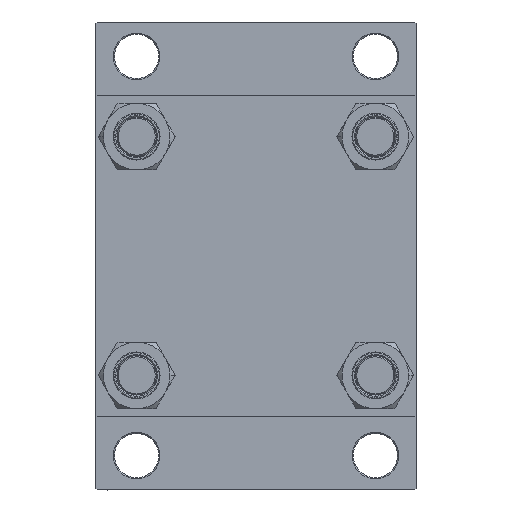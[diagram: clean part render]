
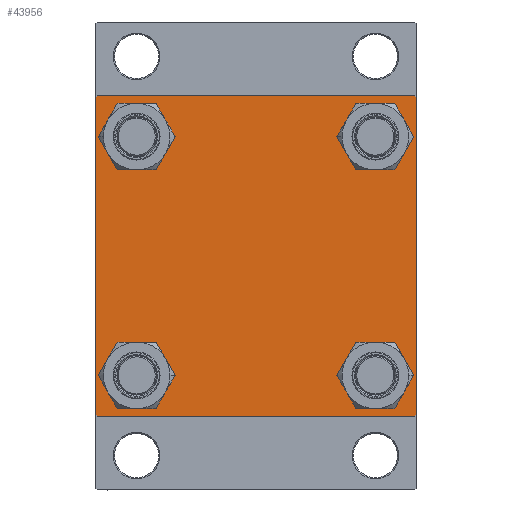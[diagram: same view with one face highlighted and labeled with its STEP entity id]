
A CAD part, left-side view. The second image highlights one B-rep face of the part: STEP entity #43956.
In plain terms, the highlighted planar face has unit normal (-1, 0, 0).
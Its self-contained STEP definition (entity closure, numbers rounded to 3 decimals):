
#187 = CARTESIAN_POINT ( 'NONE',  ( 0., 65., 64.5 ) ) ;
#732 = VERTEX_POINT ( 'NONE', #20213 ) ;
#882 = EDGE_CURVE ( 'NONE', #12454, #12860, #47888, .T. ) ;
#1368 = VECTOR ( 'NONE', #23476, 1000. ) ;
#2127 = ORIENTED_EDGE ( 'NONE', *, *, #9451, .T. ) ;
#3145 = VERTEX_POINT ( 'NONE', #12059 ) ;
#3677 = ORIENTED_EDGE ( 'NONE', *, *, #27282, .T. ) ;
#3820 = ORIENTED_EDGE ( 'NONE', *, *, #25358, .T. ) ;
#3853 = DIRECTION ( 'NONE',  ( 0., -1., 0. ) ) ;
#4082 = ORIENTED_EDGE ( 'NONE', *, *, #26047, .F. ) ;
#4404 = DIRECTION ( 'NONE',  ( 0., 0.707, -0.707 ) ) ;
#4528 = FACE_BOUND ( 'NONE', #46582, .T. ) ;
#5055 = CARTESIAN_POINT ( 'NONE',  ( 0., 65., -64.5 ) ) ;
#5772 = CARTESIAN_POINT ( 'NONE',  ( 0., 48.45, 39.95 ) ) ;
#6298 = ORIENTED_EDGE ( 'NONE', *, *, #43460, .T. ) ;
#6455 = EDGE_CURVE ( 'NONE', #16105, #23196, #42754, .T. ) ;
#6930 = EDGE_CURVE ( 'NONE', #46708, #47713, #26466, .T. ) ;
#8221 = ORIENTED_EDGE ( 'NONE', *, *, #21649, .T. ) ;
#8434 = VECTOR ( 'NONE', #46360, 1000. ) ;
#9384 = AXIS2_PLACEMENT_3D ( 'NONE', #23329, #16739, #19661 ) ;
#9451 = EDGE_CURVE ( 'NONE', #47713, #46708, #46141, .T. ) ;
#9638 = VERTEX_POINT ( 'NONE', #26242 ) ;
#9941 = ORIENTED_EDGE ( 'NONE', *, *, #6930, .T. ) ;
#10162 = DIRECTION ( 'NONE',  ( 1., 0., 0. ) ) ;
#10916 = CARTESIAN_POINT ( 'NONE',  ( 0., 65., 65. ) ) ;
#11133 = LINE ( 'NONE', #26956, #17819 ) ;
#11293 = EDGE_CURVE ( 'NONE', #23196, #16105, #15841, .T. ) ;
#11425 = ORIENTED_EDGE ( 'NONE', *, *, #22988, .T. ) ;
#11585 = CARTESIAN_POINT ( 'NONE',  ( 0., 0., 0. ) ) ;
#11791 = DIRECTION ( 'NONE',  ( 0., 0., 1. ) ) ;
#11800 = CARTESIAN_POINT ( 'NONE',  ( 0., 64.75, -64.75 ) ) ;
#12059 = CARTESIAN_POINT ( 'NONE',  ( 0., 48.45, -39.95 ) ) ;
#12454 = VERTEX_POINT ( 'NONE', #47968 ) ;
#12860 = VERTEX_POINT ( 'NONE', #21918 ) ;
#13100 = ORIENTED_EDGE ( 'NONE', *, *, #26919, .T. ) ;
#13498 = DIRECTION ( 'NONE',  ( 0., 0., 1. ) ) ;
#13774 = CARTESIAN_POINT ( 'NONE',  ( 0., -48.45, 39.95 ) ) ;
#14914 = CARTESIAN_POINT ( 'NONE',  ( 0., -65., -64.5 ) ) ;
#15303 = DIRECTION ( 'NONE',  ( 1., 0., 0. ) ) ;
#15725 = FACE_OUTER_BOUND ( 'NONE', #19379, .T. ) ;
#15789 = ORIENTED_EDGE ( 'NONE', *, *, #6455, .T. ) ;
#15841 = CIRCLE ( 'NONE', #17410, 8.5 ) ;
#16105 = VERTEX_POINT ( 'NONE', #18079 ) ;
#16739 = DIRECTION ( 'NONE',  ( 1., 0., 0. ) ) ;
#17198 = VECTOR ( 'NONE', #4404, 1000. ) ;
#17403 = EDGE_CURVE ( 'NONE', #9638, #34479, #32331, .T. ) ;
#17410 = AXIS2_PLACEMENT_3D ( 'NONE', #26135, #48022, #29780 ) ;
#17819 = VECTOR ( 'NONE', #40807, 1000. ) ;
#17856 = EDGE_CURVE ( 'NONE', #42264, #43278, #46238, .T. ) ;
#18079 = CARTESIAN_POINT ( 'NONE',  ( 0., -48.45, -39.95 ) ) ;
#18274 = VECTOR ( 'NONE', #35750, 1000. ) ;
#18572 = DIRECTION ( 'NONE',  ( 0., 0., 1. ) ) ;
#19379 = EDGE_LOOP ( 'NONE', ( #11425, #3677, #13100, #28945, #4082, #3820, #42106, #40844 ) ) ;
#19661 = DIRECTION ( 'NONE',  ( 0., 0., 1. ) ) ;
#19688 = EDGE_CURVE ( 'NONE', #43278, #42264, #33857, .T. ) ;
#20115 = AXIS2_PLACEMENT_3D ( 'NONE', #20571, #35405, #13498 ) ;
#20213 = CARTESIAN_POINT ( 'NONE',  ( 0., -65., 64.5 ) ) ;
#20571 = CARTESIAN_POINT ( 'NONE',  ( 0., 48.45, -48.45 ) ) ;
#21125 = DIRECTION ( 'NONE',  ( 0., 0., 1. ) ) ;
#21257 = EDGE_LOOP ( 'NONE', ( #28454, #22126 ) ) ;
#21402 = CARTESIAN_POINT ( 'NONE',  ( 0., -48.45, 56.95 ) ) ;
#21649 = EDGE_CURVE ( 'NONE', #37441, #3145, #29283, .T. ) ;
#21906 = CARTESIAN_POINT ( 'NONE',  ( 0., -48.45, 48.45 ) ) ;
#21918 = CARTESIAN_POINT ( 'NONE',  ( 0., -64.5, 65. ) ) ;
#22126 = ORIENTED_EDGE ( 'NONE', *, *, #17856, .T. ) ;
#22379 = CARTESIAN_POINT ( 'NONE',  ( 0., -48.45, 48.45 ) ) ;
#22545 = AXIS2_PLACEMENT_3D ( 'NONE', #29535, #29999, #18572 ) ;
#22676 = CARTESIAN_POINT ( 'NONE',  ( 0., 64.75, 64.75 ) ) ;
#22795 = DIRECTION ( 'NONE',  ( -1., 0., 0. ) ) ;
#22988 = EDGE_CURVE ( 'NONE', #23931, #42210, #31251, .T. ) ;
#23196 = VERTEX_POINT ( 'NONE', #44349 ) ;
#23329 = CARTESIAN_POINT ( 'NONE',  ( 0., 48.45, 48.45 ) ) ;
#23476 = DIRECTION ( 'NONE',  ( 0., 0., -1. ) ) ;
#23931 = VERTEX_POINT ( 'NONE', #187 ) ;
#24053 = VECTOR ( 'NONE', #3853, 1000. ) ;
#25358 = EDGE_CURVE ( 'NONE', #732, #12860, #36833, .T. ) ;
#25423 = CARTESIAN_POINT ( 'NONE',  ( 0., -64.75, 64.75 ) ) ;
#25795 = DIRECTION ( 'NONE',  ( 0., 0., 1. ) ) ;
#26047 = EDGE_CURVE ( 'NONE', #732, #34479, #35654, .T. ) ;
#26135 = CARTESIAN_POINT ( 'NONE',  ( 0., -48.45, -48.45 ) ) ;
#26242 = CARTESIAN_POINT ( 'NONE',  ( 0., -64.5, -65. ) ) ;
#26466 = CIRCLE ( 'NONE', #9384, 8.5 ) ;
#26522 = DIRECTION ( 'NONE',  ( 0., 0., 1. ) ) ;
#26659 = DIRECTION ( 'NONE',  ( 0., -0.707, -0.707 ) ) ;
#26919 = EDGE_CURVE ( 'NONE', #30702, #9638, #11133, .T. ) ;
#26956 = CARTESIAN_POINT ( 'NONE',  ( 0., 65., -65. ) ) ;
#27282 = EDGE_CURVE ( 'NONE', #42210, #30702, #45134, .T. ) ;
#28454 = ORIENTED_EDGE ( 'NONE', *, *, #19688, .T. ) ;
#28692 = AXIS2_PLACEMENT_3D ( 'NONE', #11585, #22795, #37623 ) ;
#28945 = ORIENTED_EDGE ( 'NONE', *, *, #17403, .T. ) ;
#29283 = CIRCLE ( 'NONE', #40136, 8.5 ) ;
#29535 = CARTESIAN_POINT ( 'NONE',  ( 0., -48.45, -48.45 ) ) ;
#29780 = DIRECTION ( 'NONE',  ( 0., 0., 1. ) ) ;
#29999 = DIRECTION ( 'NONE',  ( 1., 0., 0. ) ) ;
#30006 = AXIS2_PLACEMENT_3D ( 'NONE', #21906, #37193, #25795 ) ;
#30079 = FACE_BOUND ( 'NONE', #21257, .T. ) ;
#30288 = CARTESIAN_POINT ( 'NONE',  ( 0., 48.45, 48.45 ) ) ;
#30352 = ORIENTED_EDGE ( 'NONE', *, *, #11293, .T. ) ;
#30702 = VERTEX_POINT ( 'NONE', #43333 ) ;
#31251 = LINE ( 'NONE', #34173, #1368 ) ;
#31262 = EDGE_LOOP ( 'NONE', ( #2127, #9941 ) ) ;
#31777 = VECTOR ( 'NONE', #26659, 1000. ) ;
#32331 = LINE ( 'NONE', #39856, #18274 ) ;
#32700 = CARTESIAN_POINT ( 'NONE',  ( 0., 48.45, 56.95 ) ) ;
#33736 = FACE_BOUND ( 'NONE', #31262, .T. ) ;
#33857 = CIRCLE ( 'NONE', #30006, 8.5 ) ;
#34173 = CARTESIAN_POINT ( 'NONE',  ( 0., 65., 65. ) ) ;
#34479 = VERTEX_POINT ( 'NONE', #14914 ) ;
#35405 = DIRECTION ( 'NONE',  ( 1., 0., 0. ) ) ;
#35418 = CARTESIAN_POINT ( 'NONE',  ( 0., -65., 65. ) ) ;
#35654 = LINE ( 'NONE', #35418, #8434 ) ;
#35672 = EDGE_CURVE ( 'NONE', #12454, #23931, #37979, .T. ) ;
#35750 = DIRECTION ( 'NONE',  ( 0., -0.707, 0.707 ) ) ;
#36397 = VECTOR ( 'NONE', #39762, 1000. ) ;
#36833 = LINE ( 'NONE', #25423, #36397 ) ;
#37193 = DIRECTION ( 'NONE',  ( 1., 0., 0. ) ) ;
#37441 = VERTEX_POINT ( 'NONE', #42479 ) ;
#37623 = DIRECTION ( 'NONE',  ( 0., 0., 1. ) ) ;
#37979 = LINE ( 'NONE', #22676, #17198 ) ;
#39354 = CARTESIAN_POINT ( 'NONE',  ( 0., 48.45, -48.45 ) ) ;
#39762 = DIRECTION ( 'NONE',  ( 0., 0.707, 0.707 ) ) ;
#39856 = CARTESIAN_POINT ( 'NONE',  ( 0., -64.75, -64.75 ) ) ;
#40136 = AXIS2_PLACEMENT_3D ( 'NONE', #39354, #10162, #21125 ) ;
#40807 = DIRECTION ( 'NONE',  ( 0., -1., 0. ) ) ;
#40844 = ORIENTED_EDGE ( 'NONE', *, *, #35672, .T. ) ;
#41858 = CIRCLE ( 'NONE', #20115, 8.5 ) ;
#41992 = FACE_BOUND ( 'NONE', #47174, .T. ) ;
#42106 = ORIENTED_EDGE ( 'NONE', *, *, #882, .F. ) ;
#42210 = VERTEX_POINT ( 'NONE', #5055 ) ;
#42264 = VERTEX_POINT ( 'NONE', #13774 ) ;
#42479 = CARTESIAN_POINT ( 'NONE',  ( 0., 48.45, -56.95 ) ) ;
#42754 = CIRCLE ( 'NONE', #22545, 8.5 ) ;
#43278 = VERTEX_POINT ( 'NONE', #21402 ) ;
#43333 = CARTESIAN_POINT ( 'NONE',  ( 0., 64.5, -65. ) ) ;
#43460 = EDGE_CURVE ( 'NONE', #3145, #37441, #41858, .T. ) ;
#43956 = ADVANCED_FACE ( 'NONE', ( #30079, #4528, #41992, #33736, #15725 ), #44912, .T. ) ;
#44349 = CARTESIAN_POINT ( 'NONE',  ( 0., -48.45, -56.95 ) ) ;
#44912 = PLANE ( 'NONE',  #28692 ) ;
#45125 = DIRECTION ( 'NONE',  ( 1., 0., 0. ) ) ;
#45134 = LINE ( 'NONE', #11800, #31777 ) ;
#46141 = CIRCLE ( 'NONE', #46824, 8.5 ) ;
#46238 = CIRCLE ( 'NONE', #47008, 8.5 ) ;
#46360 = DIRECTION ( 'NONE',  ( 0., 0., -1. ) ) ;
#46582 = EDGE_LOOP ( 'NONE', ( #15789, #30352 ) ) ;
#46708 = VERTEX_POINT ( 'NONE', #5772 ) ;
#46824 = AXIS2_PLACEMENT_3D ( 'NONE', #30288, #45125, #11791 ) ;
#47008 = AXIS2_PLACEMENT_3D ( 'NONE', #22379, #15303, #26522 ) ;
#47174 = EDGE_LOOP ( 'NONE', ( #6298, #8221 ) ) ;
#47713 = VERTEX_POINT ( 'NONE', #32700 ) ;
#47888 = LINE ( 'NONE', #10916, #24053 ) ;
#47968 = CARTESIAN_POINT ( 'NONE',  ( 0., 64.5, 65. ) ) ;
#48022 = DIRECTION ( 'NONE',  ( 1., 0., 0. ) ) ;
